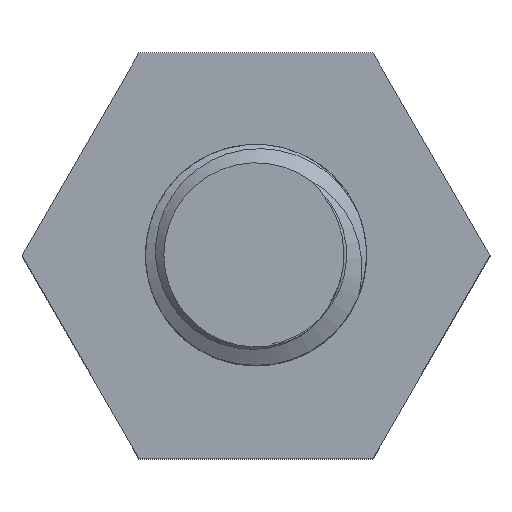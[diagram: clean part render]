
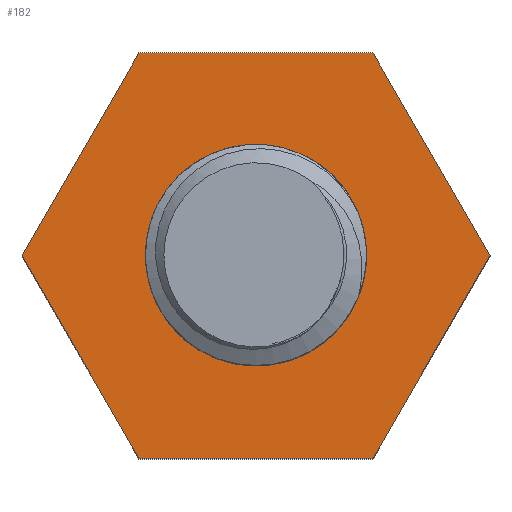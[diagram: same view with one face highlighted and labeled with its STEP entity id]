
A CAD part, top view. The second image highlights one B-rep face of the part: STEP entity #182.
In plain terms, the highlighted planar face has unit normal (0, 0, 1).
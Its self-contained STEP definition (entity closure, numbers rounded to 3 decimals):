
#182=ADVANCED_FACE('',(#4038,#4040),#4042,.T.);
#4038=FACE_BOUND('',#4039,.T.);
#4039=EDGE_LOOP('',(#11227,#11228,#11229,#11230,#11231,#11232));
#4040=FACE_BOUND('',#4041,.T.);
#4041=EDGE_LOOP('',(#11233));
#4042=PLANE('',#4043);
#4043=AXIS2_PLACEMENT_3D('',#4044,#4045,#4046);
#4044=CARTESIAN_POINT('',(0.,0.,6.));
#4045=DIRECTION('',(0.,0.,1.));
#4046=DIRECTION('',(-1.,0.,0.));
#11227=ORIENTED_EDGE('',*,*,#11402,.T.);
#11228=ORIENTED_EDGE('',*,*,#11400,.T.);
#11229=ORIENTED_EDGE('',*,*,#11398,.T.);
#11230=ORIENTED_EDGE('',*,*,#11396,.T.);
#11231=ORIENTED_EDGE('',*,*,#11394,.T.);
#11232=ORIENTED_EDGE('',*,*,#11392,.T.);
#11233=ORIENTED_EDGE('',*,*,#11403,.F.);
#11392=EDGE_CURVE('',#11530,#11528,#11531,.T.);
#11394=EDGE_CURVE('',#11533,#11530,#11534,.T.);
#11396=EDGE_CURVE('',#11536,#11533,#11537,.T.);
#11398=EDGE_CURVE('',#11539,#11536,#11540,.T.);
#11400=EDGE_CURVE('',#11542,#11539,#11543,.T.);
#11402=EDGE_CURVE('',#11528,#11542,#11545,.T.);
#11403=EDGE_CURVE('',#11546,#11546,#11547,.F.);
#11528=VERTEX_POINT('',#13173);
#11530=VERTEX_POINT('',#13177);
#11531=LINE('',#13178,#13179);
#11533=VERTEX_POINT('',#13184);
#11534=LINE('',#13185,#13186);
#11536=VERTEX_POINT('',#13191);
#11537=LINE('',#13192,#13193);
#11539=VERTEX_POINT('',#13198);
#11540=LINE('',#13199,#13200);
#11542=VERTEX_POINT('',#13205);
#11543=LINE('',#13206,#13207);
#11545=LINE('',#13212,#13213);
#11546=VERTEX_POINT('',#13215);
#11547=CIRCLE('',#13216,1.1);
#13173=CARTESIAN_POINT('',(3.175,0.,6.));
#13177=CARTESIAN_POINT('',(1.588,-2.75,6.));
#13178=CARTESIAN_POINT('',(1.588,-2.75,6.));
#13179=VECTOR('',#13180,1.);
#13180=DIRECTION('',(0.5,0.866,0.));
#13184=CARTESIAN_POINT('',(-1.588,-2.75,6.));
#13185=CARTESIAN_POINT('',(-1.588,-2.75,6.));
#13186=VECTOR('',#13187,1.);
#13187=DIRECTION('',(1.,0.,0.));
#13191=CARTESIAN_POINT('',(-3.175,0.,6.));
#13192=CARTESIAN_POINT('',(-3.175,0.,6.));
#13193=VECTOR('',#13194,1.);
#13194=DIRECTION('',(0.5,-0.866,0.));
#13198=CARTESIAN_POINT('',(-1.588,2.75,6.));
#13199=CARTESIAN_POINT('',(-1.588,2.75,6.));
#13200=VECTOR('',#13201,1.);
#13201=DIRECTION('',(-0.5,-0.866,0.));
#13205=CARTESIAN_POINT('',(1.588,2.75,6.));
#13206=CARTESIAN_POINT('',(1.588,2.75,6.));
#13207=VECTOR('',#13208,1.);
#13208=DIRECTION('',(-1.,0.,0.));
#13212=CARTESIAN_POINT('',(3.175,0.,6.));
#13213=VECTOR('',#13214,1.);
#13214=DIRECTION('',(-0.5,0.866,0.));
#13215=CARTESIAN_POINT('',(0.,1.1,6.));
#13216=AXIS2_PLACEMENT_3D('',#13217,#13218,#13219);
#13217=CARTESIAN_POINT('',(0.,0.,6.));
#13218=DIRECTION('',(-0.,-0.,-1.));
#13219=DIRECTION('',(0.,1.,0.));
